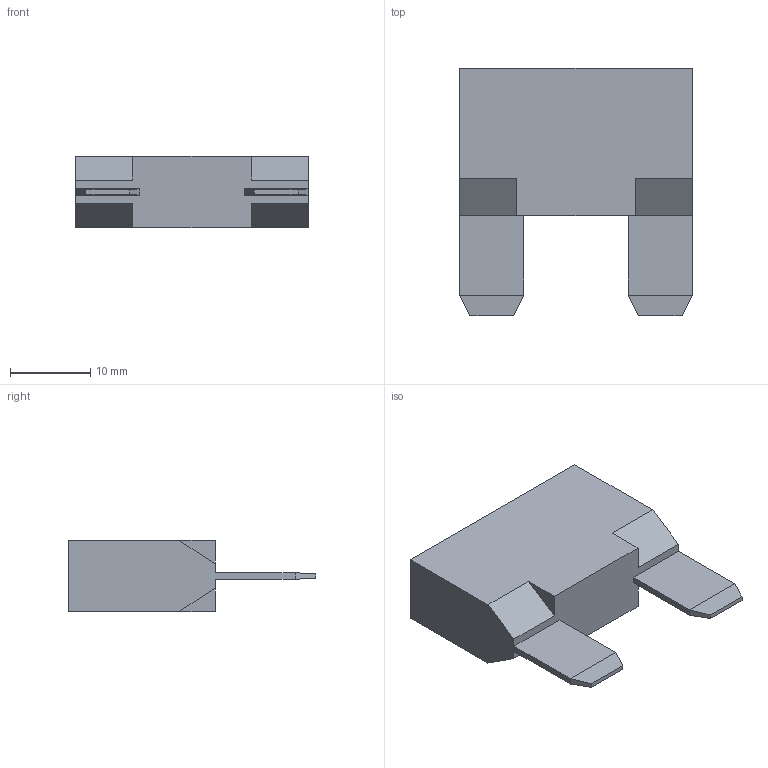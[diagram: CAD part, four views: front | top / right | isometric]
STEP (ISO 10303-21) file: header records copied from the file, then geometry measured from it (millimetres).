
FILE_DESCRIPTION (( 'STEP AP214' ), '1' );
FILE_NAME ('CircuitBreaker_40A.step', '2018-12-19T16:54:20', ( '' ), ( '' ), 'SwSTEP 2.0', 'SolidWorks 2018', '' );
FILE_SCHEMA (( 'AUTOMOTIVE_DESIGN' ));
Length unit declared in the file: inch
Products named in the file (1): CircuitBreaker_40A
Bounding box: 28.96 x 30.74 x 8.89 mm (x, y, z)
Volume: 4660 mm3; surface area: 2279.8 mm2
Topology: 1 solids, 1 shells, 229 faces, 598 edges, 396 vertices
Faces by surface type: plane 174, bspline 47, cylinder 8
Entity records: 12427 total; most frequent: CARTESIAN_POINT 4287, ORIENTED_EDGE 1196, DIRECTION 886, EDGE_CURVE 598, LINE 488, VECTOR 488, VERTEX_POINT 396, EDGE_LOOP 254
